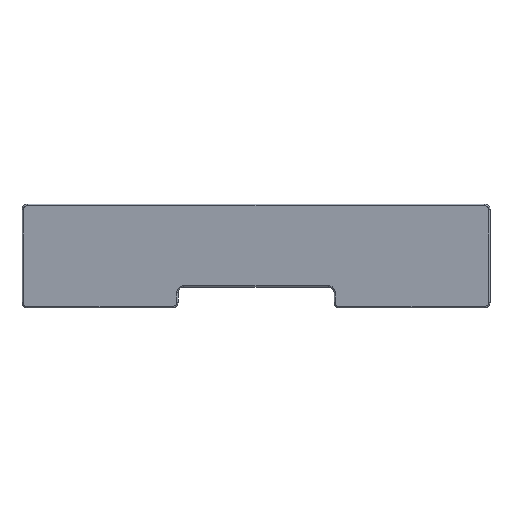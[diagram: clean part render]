
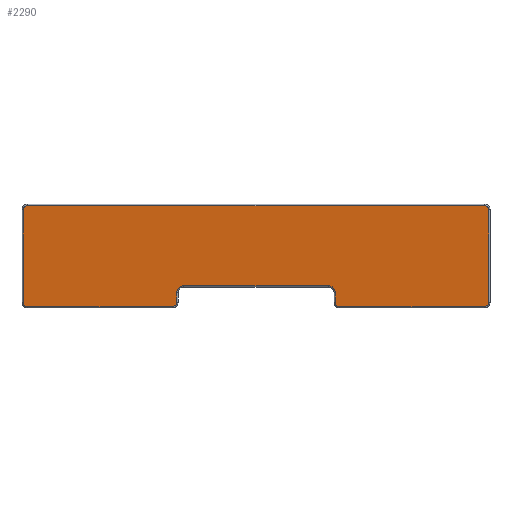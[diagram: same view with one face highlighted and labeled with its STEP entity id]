
A CAD part, top view. The second image highlights one B-rep face of the part: STEP entity #2290.
In plain terms, the highlighted planar face has unit normal (0, -0.104, 0.995).
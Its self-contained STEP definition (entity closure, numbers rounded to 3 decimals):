
#19=ELLIPSE('',#2395,3.017,3.);
#20=ELLIPSE('',#2398,3.017,3.);
#21=ELLIPSE('',#2400,3.017,3.);
#22=ELLIPSE('',#2405,3.017,3.);
#23=ELLIPSE('',#2406,5.028,5.);
#26=ELLIPSE('',#2413,3.017,3.);
#27=ELLIPSE('',#2415,5.028,5.);
#30=ELLIPSE('',#2422,3.017,3.);
#344=FACE_OUTER_BOUND('',#478,.T.);
#478=EDGE_LOOP('',(#2077,#2078,#2079,#2080,#2081,#2082,#2083,#2084,#2085,
#2086,#2087,#2088,#2089,#2090,#2091,#2092));
#670=LINE('',#4261,#876);
#675=LINE('',#4440,#881);
#677=LINE('',#4443,#883);
#681=LINE('',#4449,#887);
#683=LINE('',#4452,#889);
#686=LINE('',#4457,#892);
#687=LINE('',#4459,#893);
#688=LINE('',#4461,#894);
#876=VECTOR('',#2815,10.);
#881=VECTOR('',#2864,10.);
#883=VECTOR('',#2868,10.);
#887=VECTOR('',#2876,10.);
#889=VECTOR('',#2880,10.);
#892=VECTOR('',#2887,10.);
#893=VECTOR('',#2890,10.);
#894=VECTOR('',#2893,10.);
#1084=VERTEX_POINT('',#4190);
#1085=VERTEX_POINT('',#4192);
#1086=VERTEX_POINT('',#4225);
#1087=VERTEX_POINT('',#4227);
#1088=VERTEX_POINT('',#4255);
#1089=VERTEX_POINT('',#4257);
#1090=VERTEX_POINT('',#4292);
#1091=VERTEX_POINT('',#4294);
#1092=VERTEX_POINT('',#4327);
#1093=VERTEX_POINT('',#4328);
#1096=VERTEX_POINT('',#4360);
#1098=VERTEX_POINT('',#4364);
#1099=VERTEX_POINT('',#4395);
#1100=VERTEX_POINT('',#4396);
#1104=VERTEX_POINT('',#4429);
#1106=VERTEX_POINT('',#4433);
#1396=EDGE_CURVE('',#1085,#1084,#19,.T.);
#1399=EDGE_CURVE('',#1087,#1086,#20,.T.);
#1401=EDGE_CURVE('',#1088,#1089,#21,.T.);
#1403=EDGE_CURVE('',#1084,#1088,#670,.T.);
#1406=EDGE_CURVE('',#1091,#1090,#22,.T.);
#1407=EDGE_CURVE('',#1092,#1093,#23,.T.);
#1414=EDGE_CURVE('',#1098,#1096,#26,.T.);
#1417=EDGE_CURVE('',#1099,#1100,#27,.T.);
#1424=EDGE_CURVE('',#1106,#1104,#30,.T.);
#1427=EDGE_CURVE('',#1100,#1106,#675,.T.);
#1429=EDGE_CURVE('',#1104,#1098,#677,.T.);
#1433=EDGE_CURVE('',#1093,#1099,#681,.T.);
#1435=EDGE_CURVE('',#1096,#1091,#683,.T.);
#1438=EDGE_CURVE('',#1089,#1092,#686,.T.);
#1439=EDGE_CURVE('',#1090,#1087,#687,.T.);
#1440=EDGE_CURVE('',#1086,#1085,#688,.T.);
#2077=ORIENTED_EDGE('',*,*,#1407,.F.);
#2078=ORIENTED_EDGE('',*,*,#1438,.F.);
#2079=ORIENTED_EDGE('',*,*,#1401,.F.);
#2080=ORIENTED_EDGE('',*,*,#1403,.F.);
#2081=ORIENTED_EDGE('',*,*,#1396,.F.);
#2082=ORIENTED_EDGE('',*,*,#1440,.F.);
#2083=ORIENTED_EDGE('',*,*,#1399,.F.);
#2084=ORIENTED_EDGE('',*,*,#1439,.F.);
#2085=ORIENTED_EDGE('',*,*,#1406,.F.);
#2086=ORIENTED_EDGE('',*,*,#1435,.F.);
#2087=ORIENTED_EDGE('',*,*,#1414,.F.);
#2088=ORIENTED_EDGE('',*,*,#1429,.F.);
#2089=ORIENTED_EDGE('',*,*,#1424,.F.);
#2090=ORIENTED_EDGE('',*,*,#1427,.F.);
#2091=ORIENTED_EDGE('',*,*,#1417,.F.);
#2092=ORIENTED_EDGE('',*,*,#1433,.F.);
#2161=PLANE('',#2433);
#2290=ADVANCED_FACE('',(#344),#2161,.T.);
#2395=AXIS2_PLACEMENT_3D('',#4194,#2799,#2800);
#2398=AXIS2_PLACEMENT_3D('',#4229,#2805,#2806);
#2400=AXIS2_PLACEMENT_3D('',#4258,#2809,#2810);
#2405=AXIS2_PLACEMENT_3D('',#4296,#2820,#2821);
#2406=AXIS2_PLACEMENT_3D('',#4329,#2822,#2823);
#2413=AXIS2_PLACEMENT_3D('',#4366,#2836,#2837);
#2415=AXIS2_PLACEMENT_3D('',#4397,#2842,#2843);
#2422=AXIS2_PLACEMENT_3D('',#4435,#2856,#2857);
#2433=AXIS2_PLACEMENT_3D('',#4462,#2894,#2895);
#2799=DIRECTION('center_axis',(0.,0.105,-0.995));
#2800=DIRECTION('ref_axis',(0.,-0.995,-0.105));
#2805=DIRECTION('center_axis',(0.,0.105,-0.995));
#2806=DIRECTION('ref_axis',(0.,0.995,0.105));
#2809=DIRECTION('center_axis',(0.,0.105,-0.995));
#2810=DIRECTION('ref_axis',(0.,-0.995,-0.105));
#2815=DIRECTION('',(-1.,0.,0.));
#2820=DIRECTION('center_axis',(0.,0.105,-0.995));
#2821=DIRECTION('ref_axis',(0.,0.995,0.105));
#2822=DIRECTION('center_axis',(0.,-0.105,0.995));
#2823=DIRECTION('ref_axis',(0.,0.995,0.105));
#2836=DIRECTION('center_axis',(0.,0.105,-0.995));
#2837=DIRECTION('ref_axis',(0.,-0.995,-0.105));
#2842=DIRECTION('center_axis',(0.,-0.105,0.995));
#2843=DIRECTION('ref_axis',(0.,0.995,0.105));
#2856=DIRECTION('center_axis',(0.,0.105,-0.995));
#2857=DIRECTION('ref_axis',(0.,-0.995,-0.105));
#2864=DIRECTION('',(0.,-0.995,-0.105));
#2868=DIRECTION('',(-1.,0.,0.));
#2876=DIRECTION('',(-1.,0.,0.));
#2880=DIRECTION('',(0.,0.995,0.105));
#2887=DIRECTION('',(0.,0.995,0.105));
#2890=DIRECTION('',(1.,0.,0.));
#2893=DIRECTION('',(0.,-0.995,-0.105));
#2894=DIRECTION('center_axis',(0.,-0.105,0.995));
#2895=DIRECTION('ref_axis',(1.,0.,0.));
#4190=CARTESIAN_POINT('',(243.953,-56.605,5.211));
#4192=CARTESIAN_POINT('',(246.953,-53.605,5.527));
#4194=CARTESIAN_POINT('Origin',(243.953,-53.605,5.527));
#4225=CARTESIAN_POINT('',(246.953,13.395,12.569));
#4227=CARTESIAN_POINT('',(243.953,16.395,12.884));
#4229=CARTESIAN_POINT('Origin',(243.953,13.395,12.569));
#4255=CARTESIAN_POINT('',(139.029,-56.605,5.211));
#4257=CARTESIAN_POINT('',(136.029,-53.605,5.527));
#4258=CARTESIAN_POINT('Origin',(139.029,-53.605,5.527));
#4261=CARTESIAN_POINT('',(-6.125,-56.605,5.211));
#4292=CARTESIAN_POINT('',(-86.817,16.395,12.884));
#4294=CARTESIAN_POINT('',(-89.817,13.395,12.569));
#4296=CARTESIAN_POINT('Origin',(-86.817,13.395,12.569));
#4327=CARTESIAN_POINT('',(136.029,-46.605,6.262));
#4328=CARTESIAN_POINT('',(131.029,-41.605,6.788));
#4329=CARTESIAN_POINT('Origin',(131.029,-46.605,6.262));
#4360=CARTESIAN_POINT('',(-89.817,-53.605,5.527));
#4364=CARTESIAN_POINT('',(-86.817,-56.605,5.211));
#4366=CARTESIAN_POINT('Origin',(-86.817,-53.605,5.527));
#4395=CARTESIAN_POINT('',(26.106,-41.605,6.788));
#4396=CARTESIAN_POINT('',(21.106,-46.605,6.262));
#4397=CARTESIAN_POINT('Origin',(26.106,-46.605,6.262));
#4429=CARTESIAN_POINT('',(18.106,-56.605,5.211));
#4433=CARTESIAN_POINT('',(21.106,-53.605,5.527));
#4435=CARTESIAN_POINT('Origin',(18.106,-53.605,5.527));
#4440=CARTESIAN_POINT('',(21.106,-31.495,7.85));
#4443=CARTESIAN_POINT('',(-6.125,-56.605,5.211));
#4449=CARTESIAN_POINT('',(106.799,-41.605,6.788));
#4452=CARTESIAN_POINT('',(-89.817,-1.823,10.969));
#4457=CARTESIAN_POINT('',(136.029,-38.913,7.071));
#4459=CARTESIAN_POINT('',(163.26,16.395,12.884));
#4461=CARTESIAN_POINT('',(246.953,-38.913,7.071));
#4462=CARTESIAN_POINT('Origin',(78.568,-19.795,9.08));
